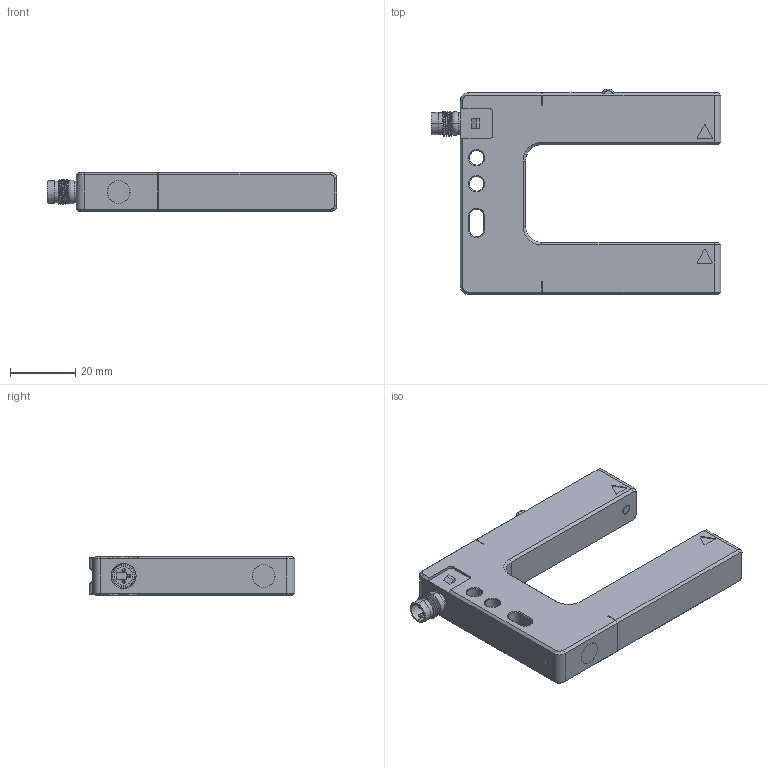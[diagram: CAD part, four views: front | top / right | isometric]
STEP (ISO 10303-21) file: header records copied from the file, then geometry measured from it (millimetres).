
FILE_DESCRIPTION((''),'2;1');
FILE_NAME('137651_SW','2007-12-26T',('banengservice'),('BANNER ENGINEERING'),'PRO/ENGINEER BY PARAMETRIC TECHNOLOGY CORPORATION, 2006170','PRO/ENGINEER BY PARAMETRIC TECHNOLOGY CORPORATION, 2006170','');
FILE_SCHEMA(('CONFIG_CONTROL_DESIGN'));
Length unit declared in the file: inch
Products named in the file (1): 137651_SW
Bounding box: 88.99 x 63 x 12 mm (x, y, z)
Volume: 25278.4 mm3; surface area: 24091.2 mm2
Topology: 2 solids, 2 shells, 1079 faces, 2836 edges, 1797 vertices
Faces by surface type: plane 589, cylinder 328, cone 116, torus 32, bspline 14
Entity records: 36778 total; most frequent: CARTESIAN_POINT 9762, ORIENTED_EDGE 5664, DIRECTION 5631, EDGE_CURVE 2832, AXIS2_PLACEMENT_3D 1901, VECTOR 1829, LINE 1829, VERTEX_POINT 1797
